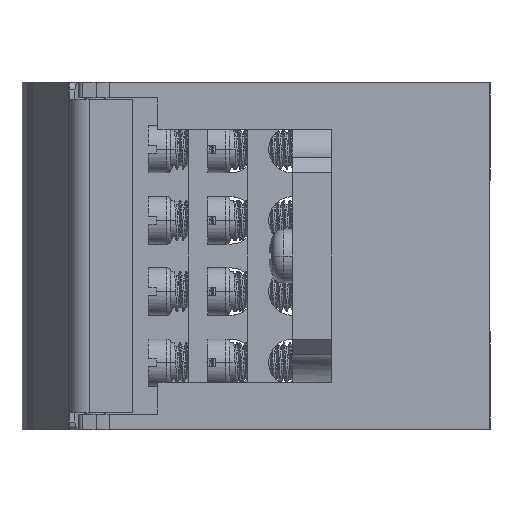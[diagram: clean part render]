
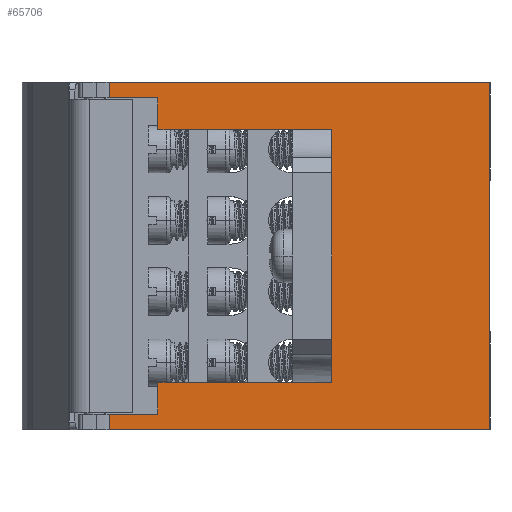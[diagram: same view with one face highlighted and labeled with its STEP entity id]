
A CAD part, left-side view. The second image highlights one B-rep face of the part: STEP entity #65706.
In plain terms, the highlighted planar face has unit normal (-1, 0, 0).
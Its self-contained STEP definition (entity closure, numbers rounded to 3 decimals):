
#25046=DIRECTION('',(0.,0.,1.));
#25047=VECTOR('',#25046,25.);
#25048=CARTESIAN_POINT('',(-21.,20.,-12.5));
#25049=LINE('',#25048,#25047);
#25050=DIRECTION('',(0.,0.,1.));
#25051=VECTOR('',#25050,3.5);
#25052=CARTESIAN_POINT('',(-21.,20.,12.5));
#25053=LINE('',#25052,#25051);
#25054=DIRECTION('',(0.,1.,0.));
#25055=VECTOR('',#25054,22.);
#25056=CARTESIAN_POINT('',(-21.,20.,16.));
#25057=LINE('',#25056,#25055);
#25058=DIRECTION('',(0.,1.,0.));
#25059=VECTOR('',#25058,6.172);
#25060=CARTESIAN_POINT('',(-21.,42.,20.));
#25061=LINE('',#25060,#25059);
#25062=DIRECTION('',(0.,0.,-1.));
#25063=VECTOR('',#25062,44.);
#25064=CARTESIAN_POINT('',(-21.,0.,22.));
#25065=LINE('',#25064,#25063);
#25066=DIRECTION('',(0.,1.,0.));
#25067=VECTOR('',#25066,48.172);
#25068=CARTESIAN_POINT('',(-21.,0.,-22.));
#25069=LINE('',#25068,#25067);
#25070=DIRECTION('',(0.,0.,1.));
#25071=VECTOR('',#25070,3.5);
#25072=CARTESIAN_POINT('',(-21.,20.,-16.));
#25073=LINE('',#25072,#25071);
#25078=DIRECTION('',(0.,0.,-1.));
#25079=VECTOR('',#25078,4.);
#25080=CARTESIAN_POINT('',(-21.,42.,20.));
#25081=LINE('',#25080,#25079);
#25344=DIRECTION('',(0.,1.,0.));
#25345=VECTOR('',#25344,6.172);
#25346=CARTESIAN_POINT('',(-21.,42.,-20.));
#25347=LINE('',#25346,#25345);
#26001=DIRECTION('',(0.,1.,0.));
#26002=VECTOR('',#26001,48.172);
#26003=CARTESIAN_POINT('',(-21.,0.,22.));
#26004=LINE('',#26003,#26002);
#27304=DIRECTION('',(0.,1.,0.));
#27305=VECTOR('',#27304,22.);
#27306=CARTESIAN_POINT('',(-21.,20.,-16.));
#27307=LINE('',#27306,#27305);
#27308=DIRECTION('',(0.,0.,-1.));
#27309=VECTOR('',#27308,4.);
#27310=CARTESIAN_POINT('',(-21.,42.,-16.));
#27311=LINE('',#27310,#27309);
#28304=DIRECTION('',(0.,0.,-1.));
#28305=VECTOR('',#28304,2.);
#28306=CARTESIAN_POINT('',(-21.,48.172,-20.));
#28307=LINE('',#28306,#28305);
#28400=DIRECTION('',(0.,0.,-1.));
#28401=VECTOR('',#28400,2.);
#28402=CARTESIAN_POINT('',(-21.,48.172,22.));
#28403=LINE('',#28402,#28401);
#28566=CARTESIAN_POINT('',(-21.,48.172,-22.));
#28567=VERTEX_POINT('',#28566);
#28568=CARTESIAN_POINT('',(-21.,0.,-22.));
#28569=VERTEX_POINT('',#28568);
#28646=CARTESIAN_POINT('',(-21.,42.,-20.));
#28647=VERTEX_POINT('',#28646);
#28648=CARTESIAN_POINT('',(-21.,48.172,-20.));
#28649=VERTEX_POINT('',#28648);
#28722=CARTESIAN_POINT('',(-21.,48.172,20.));
#28723=VERTEX_POINT('',#28722);
#28724=CARTESIAN_POINT('',(-21.,42.,20.));
#28725=VERTEX_POINT('',#28724);
#28792=CARTESIAN_POINT('',(-21.,0.,22.));
#28793=VERTEX_POINT('',#28792);
#28794=CARTESIAN_POINT('',(-21.,48.172,22.));
#28795=VERTEX_POINT('',#28794);
#28802=CARTESIAN_POINT('',(-21.,42.,-16.));
#28803=VERTEX_POINT('',#28802);
#28804=CARTESIAN_POINT('',(-21.,20.,-16.));
#28805=VERTEX_POINT('',#28804);
#28806=CARTESIAN_POINT('',(-21.,20.,16.));
#28807=CARTESIAN_POINT('',(-21.,42.,16.));
#28808=VERTEX_POINT('',#28806);
#28809=VERTEX_POINT('',#28807);
#29630=CARTESIAN_POINT('',(-21.,20.,-12.5));
#29631=CARTESIAN_POINT('',(-21.,20.,12.5));
#29632=VERTEX_POINT('',#29630);
#29633=VERTEX_POINT('',#29631);
#65674=CARTESIAN_POINT('',(-21.,58.,-22.));
#65675=DIRECTION('',(-1.,0.,0.));
#65676=DIRECTION('',(0.,-1.,0.));
#65677=AXIS2_PLACEMENT_3D('',#65674,#65675,#65676);
#65678=PLANE('',#65677);
#65679=ORIENTED_EDGE('',*,*,#32832,.T.);
#65680=ORIENTED_EDGE('',*,*,#32716,.T.);
#65682=ORIENTED_EDGE('',*,*,#65681,.T.);
#65684=ORIENTED_EDGE('',*,*,#65683,.F.);
#65686=ORIENTED_EDGE('',*,*,#65685,.T.);
#65688=ORIENTED_EDGE('',*,*,#65687,.F.);
#65690=ORIENTED_EDGE('',*,*,#65689,.F.);
#65692=ORIENTED_EDGE('',*,*,#65691,.T.);
#65694=ORIENTED_EDGE('',*,*,#65693,.T.);
#65696=ORIENTED_EDGE('',*,*,#65695,.F.);
#65698=ORIENTED_EDGE('',*,*,#65697,.F.);
#65700=ORIENTED_EDGE('',*,*,#65699,.F.);
#65702=ORIENTED_EDGE('',*,*,#65701,.F.);
#65703=ORIENTED_EDGE('',*,*,#32728,.T.);
#65704=EDGE_LOOP('',(#65679,#65680,#65682,#65684,#65686,#65688,#65690,#65692,
#65694,#65696,#65698,#65700,#65702,#65703));
#65705=FACE_OUTER_BOUND('',#65704,.F.);
#32716=EDGE_CURVE('',#29633,#28808,#25053,.T.);
#32728=EDGE_CURVE('',#28805,#29632,#25073,.T.);
#32832=EDGE_CURVE('',#29632,#29633,#25049,.T.);
#65681=EDGE_CURVE('',#28808,#28809,#25057,.T.);
#65683=EDGE_CURVE('',#28725,#28809,#25081,.T.);
#65685=EDGE_CURVE('',#28725,#28723,#25061,.T.);
#65687=EDGE_CURVE('',#28795,#28723,#28403,.T.);
#65689=EDGE_CURVE('',#28793,#28795,#26004,.T.);
#65691=EDGE_CURVE('',#28793,#28569,#25065,.T.);
#65693=EDGE_CURVE('',#28569,#28567,#25069,.T.);
#65695=EDGE_CURVE('',#28649,#28567,#28307,.T.);
#65697=EDGE_CURVE('',#28647,#28649,#25347,.T.);
#65699=EDGE_CURVE('',#28803,#28647,#27311,.T.);
#65701=EDGE_CURVE('',#28805,#28803,#27307,.T.);
#65706=ADVANCED_FACE('',(#65705),#65678,.T.);
